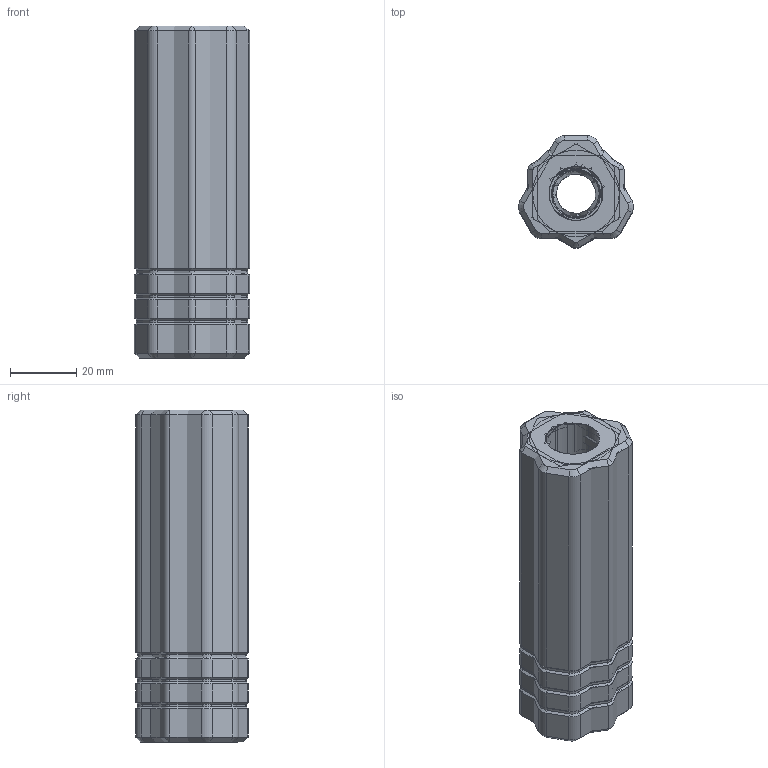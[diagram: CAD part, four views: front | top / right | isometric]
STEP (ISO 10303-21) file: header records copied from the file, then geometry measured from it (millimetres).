
FILE_DESCRIPTION(/* description */ (''),/* implementation_level */ '2;1');
FILE_NAME(/* name */ 'Trivictus_EasiestSCAR_v1.0 Edits.step',/* time_stamp */ '2021-10-10T15:13:03-04:00',/* author */ (''),/* organization */ (''),/* preprocessor_version */ 'ST-DEVELOPER v18.1',/* originating_system */ 'Autodesk Translation Framework v10.10.0.1391',/* authorisation */ '');
FILE_SCHEMA (('AUTOMOTIVE_DESIGN { 1 0 10303 214 3 1 1 }'));
Length unit declared in the file: millimetre
Products named in the file (1): Trivictus_EasiestSCAR_v1.0
Bounding box: 34.68 x 33.88 x 100 mm (x, y, z)
Surface area: 82033.7 mm2
Topology: 6 solids, 6 shells, 953 faces, 2202 edges, 1259 vertices
Faces by surface type: plane 591, cylinder 168, cone 164, bspline 30
Full cylindrical faces by diameter (mm): 2.414 x8, 6 x2, 16.25 x1, 27.869 x3, 29.069 x4
Entity records: 28766 total; most frequent: CARTESIAN_POINT 7358, ORIENTED_EDGE 4404, DIRECTION 4362, EDGE_CURVE 2202, LINE 1672, VECTOR 1672, AXIS2_PLACEMENT_3D 1345, VERTEX_POINT 1259
